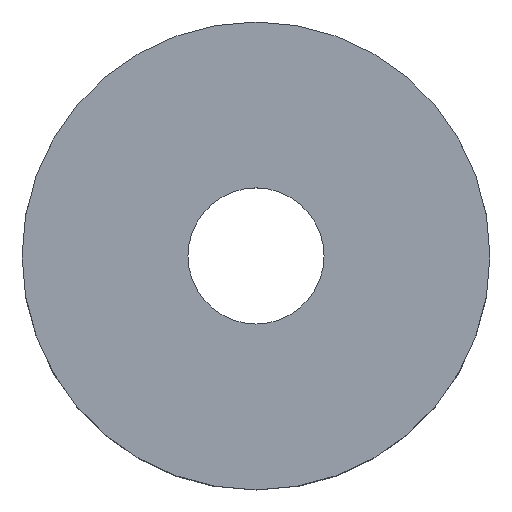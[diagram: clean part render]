
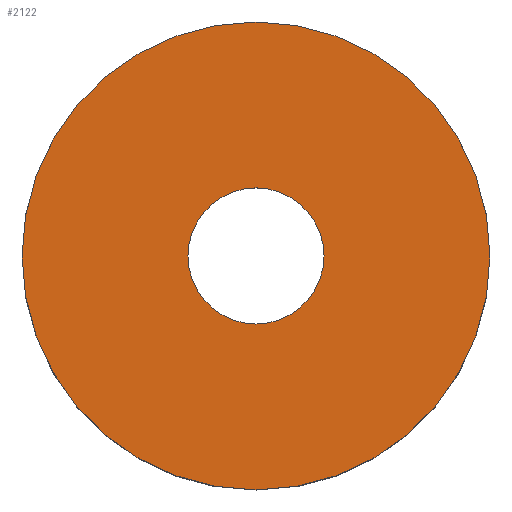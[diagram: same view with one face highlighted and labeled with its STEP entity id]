
A CAD part, top view. The second image highlights one B-rep face of the part: STEP entity #2122.
In plain terms, the highlighted planar face has unit normal (0, 0, 1).
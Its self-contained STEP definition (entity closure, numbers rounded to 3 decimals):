
#2078 = VERTEX_POINT('',#2079);
#2079 = CARTESIAN_POINT('',(0.,5.5,1.1));
#2085 = EDGE_CURVE('',#2078,#2078,#2086,.T.);
#2086 = CIRCLE('',#2087,5.5);
#2087 = AXIS2_PLACEMENT_3D('',#2088,#2089,#2090);
#2088 = CARTESIAN_POINT('',(0.,0.,1.1)
  );
#2089 = DIRECTION('',(0.,0.,-1.));
#2090 = DIRECTION('',(0.,1.,0.));
#2103 = VERTEX_POINT('',#2104);
#2104 = CARTESIAN_POINT('',(1.6,0.,1.1));
#2110 = EDGE_CURVE('',#2103,#2103,#2111,.T.);
#2111 = CIRCLE('',#2112,1.6);
#2112 = AXIS2_PLACEMENT_3D('',#2113,#2114,#2115);
#2113 = CARTESIAN_POINT('',(0.,0.,1.1)
  );
#2114 = DIRECTION('',(0.,0.,1.));
#2115 = DIRECTION('',(1.,0.,0.));
#2122 = ADVANCED_FACE('',(#2123,#2126),#2129,.T.);
#2123 = FACE_BOUND('',#2124,.F.);
#2124 = EDGE_LOOP('',(#2125));
#2125 = ORIENTED_EDGE('',*,*,#2085,.T.);
#2126 = FACE_BOUND('',#2127,.F.);
#2127 = EDGE_LOOP('',(#2128));
#2128 = ORIENTED_EDGE('',*,*,#2110,.T.);
#2129 = PLANE('',#2130);
#2130 = AXIS2_PLACEMENT_3D('',#2131,#2132,#2133);
#2131 = CARTESIAN_POINT('',(0.,0.,1.1)
  );
#2132 = DIRECTION('',(0.,0.,1.));
#2133 = DIRECTION('',(0.,-1.,0.));
